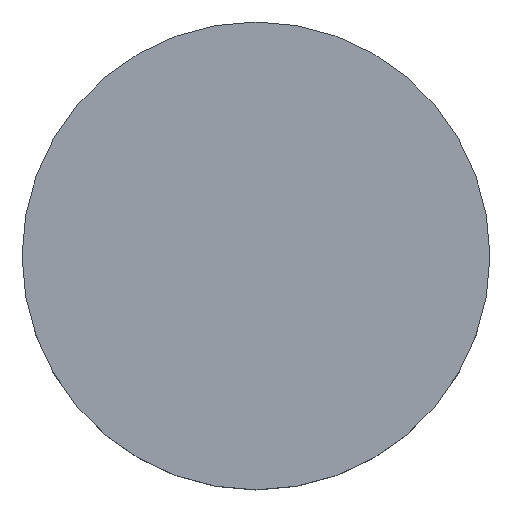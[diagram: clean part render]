
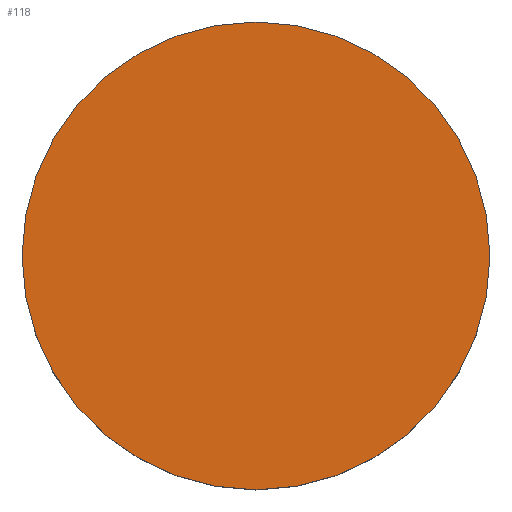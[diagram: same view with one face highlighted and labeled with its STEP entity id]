
A CAD part, top view. The second image highlights one B-rep face of the part: STEP entity #118.
In plain terms, the highlighted planar face has unit normal (0, 0, 1).
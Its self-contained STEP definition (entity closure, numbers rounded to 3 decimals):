
#7 = AXIS2_PLACEMENT_3D ( 'NONE', #186, #26, #106 ) ;
#26 = DIRECTION ( 'NONE',  ( 0., 0., 1. ) ) ;
#55 = AXIS2_PLACEMENT_3D ( 'NONE', #117, #145, #114 ) ;
#61 = VERTEX_POINT ( 'NONE', #169 ) ;
#78 = DIRECTION ( 'NONE',  ( 0., 0., 1. ) ) ;
#89 = PLANE ( 'NONE',  #55 ) ;
#105 = DIRECTION ( 'NONE',  ( 1., 0., 0. ) ) ;
#106 = DIRECTION ( 'NONE',  ( 1., 0., 0. ) ) ;
#112 = FACE_OUTER_BOUND ( 'NONE', #269, .T. ) ;
#114 = DIRECTION ( 'NONE',  ( 1., 0., 0. ) ) ;
#117 = CARTESIAN_POINT ( 'NONE',  ( 0., 26.112, 3.1 ) ) ;
#118 = ADVANCED_FACE ( 'NONE', ( #112 ), #89, .T. ) ;
#130 = AXIS2_PLACEMENT_3D ( 'NONE', #213, #78, #105 ) ;
#132 = CIRCLE ( 'NONE', #130, 12.7 ) ;
#145 = DIRECTION ( 'NONE',  ( 0., 0., 1. ) ) ;
#169 = CARTESIAN_POINT ( 'NONE',  ( -12.7, 0., 3.1 ) ) ;
#186 = CARTESIAN_POINT ( 'NONE',  ( 0., 0., 3.1 ) ) ;
#190 = ORIENTED_EDGE ( 'NONE', *, *, #197, .T. ) ;
#197 = EDGE_CURVE ( 'NONE', #245, #61, #132, .T. ) ;
#213 = CARTESIAN_POINT ( 'NONE',  ( 0., 0., 3.1 ) ) ;
#245 = VERTEX_POINT ( 'NONE', #259 ) ;
#259 = CARTESIAN_POINT ( 'NONE',  ( 12.7, 0., 3.1 ) ) ;
#268 = CIRCLE ( 'NONE', #7, 12.7 ) ;
#269 = EDGE_LOOP ( 'NONE', ( #190, #320 ) ) ;
#318 = EDGE_CURVE ( 'NONE', #61, #245, #268, .T. ) ;
#320 = ORIENTED_EDGE ( 'NONE', *, *, #318, .T. ) ;
